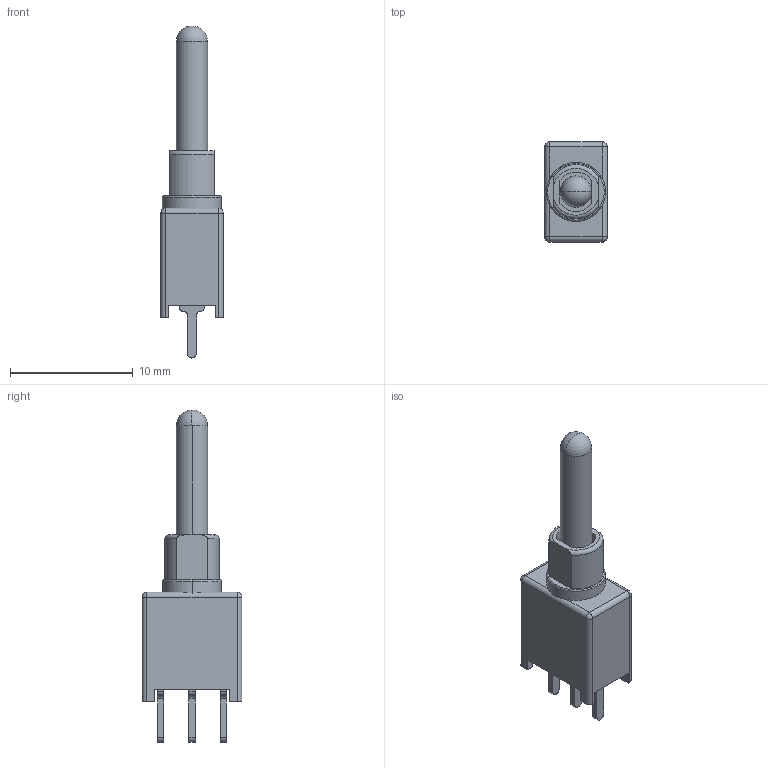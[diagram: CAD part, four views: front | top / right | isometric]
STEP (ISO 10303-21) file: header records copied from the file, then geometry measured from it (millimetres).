
FILE_DESCRIPTION((''),'2;1');
FILE_NAME('10','2021-04-26T14:09:19',('AB'),(''),'CREO PARAMETRIC BY PTC INC, 2016510','CREO PARAMETRIC BY PTC INC, 2016510','');
FILE_SCHEMA(('CONFIG_CONTROL_DESIGN','GEOMETRIC_VALIDATION_PROPERTIES_MIM'));
Length unit declared in the file: millimetre
Products named in the file (1): 10
Bounding box: 5.09 x 8.13 x 27 mm (x, y, z)
Volume: 445.9 mm3; surface area: 503.8 mm2
Topology: 1 solids, 1 shells, 1001 faces, 2819 edges, 1873 vertices
Faces by surface type: plane 958, cylinder 33, sphere 6, torus 4
Entity records: 38790 total; most frequent: CARTESIAN_POINT 5757, ORIENTED_EDGE 5634, DIRECTION 4885, EDGE_CURVE 2817, VECTOR 2735, LINE 2735, VERTEX_POINT 1873, AXIS2_PLACEMENT_3D 1075
